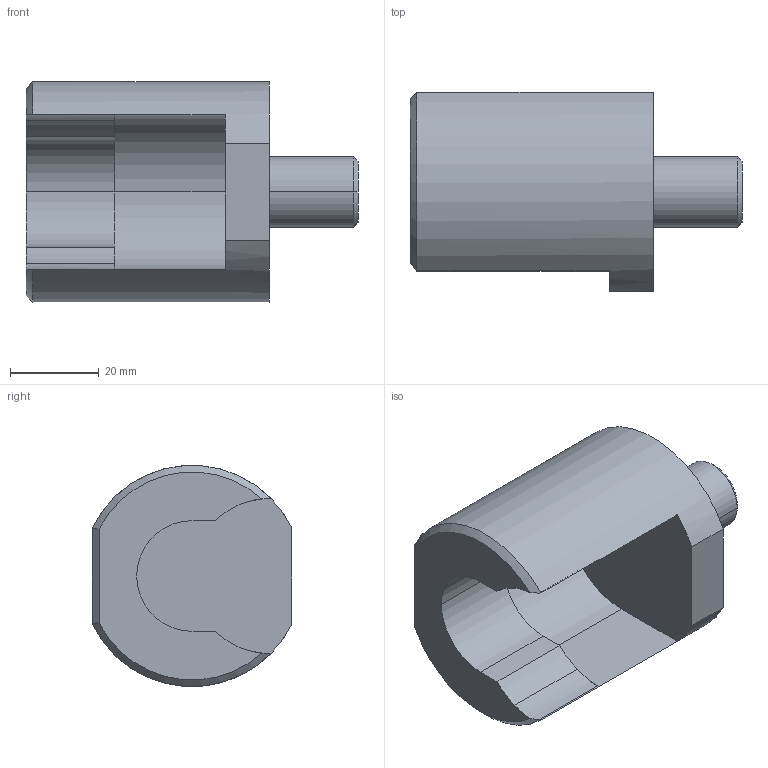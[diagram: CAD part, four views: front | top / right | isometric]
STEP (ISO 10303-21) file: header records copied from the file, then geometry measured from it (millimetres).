
FILE_DESCRIPTION((''),'2;1');
FILE_NAME('EHM152A.stp','2000-11-09T08:54:05',(''),(''),'AutoCAD STEP 2000','AutoCAD 2000',', , ');
FILE_SCHEMA(('CONFIG_CONTROL_DESIGN'));
Length unit declared in the file: millimetre
Bounding box: 75 x 45 x 49.86 mm (x, y, z)
Volume: 58485.9 mm3; surface area: 15960 mm2
Topology: 1 solids, 3 shells, 58 faces, 147 edges, 96 vertices
Faces by surface type: plane 41, cylinder 12, cone 4, bspline 1
Entity records: 1831 total; most frequent: CARTESIAN_POINT 323, ORIENTED_EDGE 294, DIRECTION 288, EDGE_CURVE 147, VECTOR 110, LINE 110, VERTEX_POINT 96, AXIS2_PLACEMENT_3D 89
